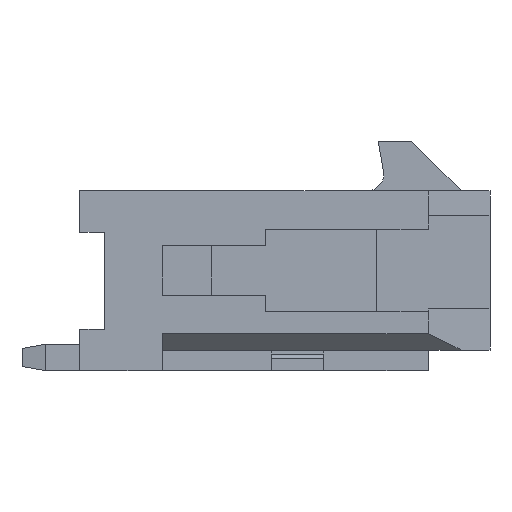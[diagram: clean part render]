
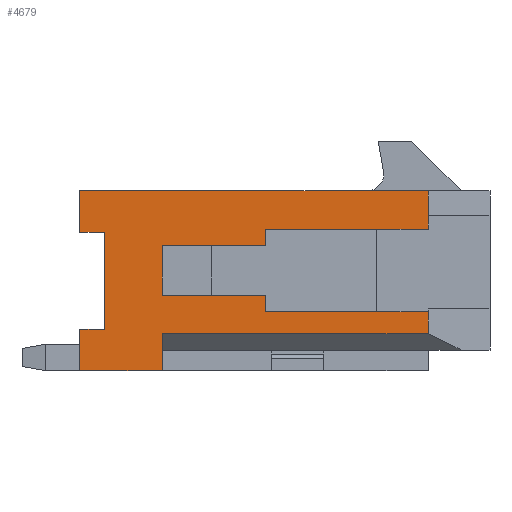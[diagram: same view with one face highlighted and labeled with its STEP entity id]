
A CAD part, left-side view. The second image highlights one B-rep face of the part: STEP entity #4679.
In plain terms, the highlighted planar face has unit normal (-1, 0, 0).
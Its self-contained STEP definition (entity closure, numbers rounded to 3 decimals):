
#450=DIRECTION('',(0.,0.,-1.));
#451=VECTOR('',#450,0.528);
#452=CARTESIAN_POINT('',(-4.804,-5.958,1.424));
#453=LINE('',#452,#451);
#462=DIRECTION('',(0.,-1.,0.));
#463=VECTOR('',#462,1.991);
#464=CARTESIAN_POINT('',(-4.804,2.455,0.));
#465=LINE('',#464,#463);
#466=DIRECTION('',(0.,1.,0.));
#467=VECTOR('',#466,0.597);
#468=CARTESIAN_POINT('',(-4.804,1.858,0.996));
#469=LINE('',#468,#467);
#470=DIRECTION('',(0.,0.,-1.));
#471=VECTOR('',#470,2.35);
#472=CARTESIAN_POINT('',(-4.804,1.858,3.345));
#473=LINE('',#472,#471);
#474=DIRECTION('',(0.,-1.,0.));
#475=VECTOR('',#474,0.597);
#476=CARTESIAN_POINT('',(-4.804,2.455,3.345));
#477=LINE('',#476,#475);
#478=DIRECTION('',(0.,1.,0.));
#479=VECTOR('',#478,8.413);
#480=CARTESIAN_POINT('',(-4.804,-5.958,4.341));
#481=LINE('',#480,#479);
#482=DIRECTION('',(0.,0.,1.));
#483=VECTOR('',#482,0.329);
#484=CARTESIAN_POINT('',(-4.804,-5.958,3.415));
#485=LINE('',#484,#483);
#486=DIRECTION('',(0.,-1.,0.));
#487=VECTOR('',#486,3.933);
#488=CARTESIAN_POINT('',(-4.804,-2.025,3.415));
#489=LINE('',#488,#487);
#490=DIRECTION('',(0.,0.,1.));
#491=VECTOR('',#490,0.398);
#492=CARTESIAN_POINT('',(-4.804,-2.025,3.017));
#493=LINE('',#492,#491);
#494=DIRECTION('',(0.,-1.,0.));
#495=VECTOR('',#494,2.489);
#496=CARTESIAN_POINT('',(-4.804,0.464,3.017));
#497=LINE('',#496,#495);
#498=DIRECTION('',(0.,0.,1.));
#499=VECTOR('',#498,1.195);
#500=CARTESIAN_POINT('',(-4.804,0.464,1.822));
#501=LINE('',#500,#499);
#502=DIRECTION('',(0.,1.,0.));
#503=VECTOR('',#502,2.489);
#504=CARTESIAN_POINT('',(-4.804,-2.025,1.822));
#505=LINE('',#504,#503);
#506=DIRECTION('',(0.,0.,1.));
#507=VECTOR('',#506,0.398);
#508=CARTESIAN_POINT('',(-4.804,-2.025,1.424));
#509=LINE('',#508,#507);
#510=DIRECTION('',(0.,1.,0.));
#511=VECTOR('',#510,3.933);
#512=CARTESIAN_POINT('',(-4.804,-5.958,1.424));
#513=LINE('',#512,#511);
#518=DIRECTION('',(0.,0.,-1.));
#519=VECTOR('',#518,0.896);
#520=CARTESIAN_POINT('',(-4.804,0.464,
0.896));
#521=LINE('',#520,#519);
#538=DIRECTION('',(0.,0.,1.));
#539=VECTOR('',#538,0.996);
#540=CARTESIAN_POINT('',(-4.804,2.455,0.));
#541=LINE('',#540,#539);
#1693=DIRECTION('',(0.,0.,-1.));
#1694=VECTOR('',#1693,0.597);
#1695=CARTESIAN_POINT('',(-4.804,-5.958,
4.341));
#1696=LINE('',#1695,#1694);
#1930=DIRECTION('',(0.,0.,1.));
#1931=VECTOR('',#1930,0.996);
#1932=CARTESIAN_POINT('',(-4.804,2.455,3.345));
#1933=LINE('',#1932,#1931);
#2638=DIRECTION('',(0.,1.,0.));
#2639=VECTOR('',#2638,6.422);
#2640=CARTESIAN_POINT('',(-4.804,-5.958,
0.896));
#2641=LINE('',#2640,#2639);
#3034=CARTESIAN_POINT('',(-4.804,-2.025,
3.017));
#3036=VERTEX_POINT('',#3034);
#3040=CARTESIAN_POINT('',(-4.804,-2.025,
3.415));
#3041=VERTEX_POINT('',#3040);
#3042=CARTESIAN_POINT('',(-4.804,-2.025,
1.424));
#3044=VERTEX_POINT('',#3042);
#3048=CARTESIAN_POINT('',(-4.804,-2.025,
1.822));
#3049=VERTEX_POINT('',#3048);
#3298=CARTESIAN_POINT('',(-4.804,2.455,4.341));
#3300=VERTEX_POINT('',#3298);
#3308=CARTESIAN_POINT('',(-4.804,2.455,3.345));
#3309=VERTEX_POINT('',#3308);
#3310=CARTESIAN_POINT('',(-4.804,2.455,
0.996));
#3312=VERTEX_POINT('',#3310);
#3316=CARTESIAN_POINT('',(-4.804,2.455,0.));
#3317=VERTEX_POINT('',#3316);
#3364=CARTESIAN_POINT('',(-4.804,-5.958,
1.424));
#3365=CARTESIAN_POINT('',(-4.804,-5.958,
0.896));
#3366=VERTEX_POINT('',#3364);
#3367=VERTEX_POINT('',#3365);
#3380=CARTESIAN_POINT('',(-4.804,-5.958,
4.341));
#3381=VERTEX_POINT('',#3380);
#3392=CARTESIAN_POINT('',(-4.804,0.464,
0.896));
#3393=CARTESIAN_POINT('',(-4.804,0.464,0.));
#3394=VERTEX_POINT('',#3392);
#3395=VERTEX_POINT('',#3393);
#3396=CARTESIAN_POINT('',(-4.804,0.464,
1.822));
#3397=VERTEX_POINT('',#3396);
#3398=CARTESIAN_POINT('',(-4.804,0.464,
3.017));
#3399=VERTEX_POINT('',#3398);
#3400=CARTESIAN_POINT('',(-4.804,-5.958,
3.415));
#3401=VERTEX_POINT('',#3400);
#3402=CARTESIAN_POINT('',(-4.804,-5.958,
3.744));
#3403=VERTEX_POINT('',#3402);
#3404=CARTESIAN_POINT('',(-4.804,1.858,3.345));
#3405=VERTEX_POINT('',#3404);
#3406=CARTESIAN_POINT('',(-4.804,1.858,
0.996));
#3407=VERTEX_POINT('',#3406);
#4635=CARTESIAN_POINT('',(-4.804,-7.451,
4.341));
#4636=DIRECTION('',(1.,0.,0.));
#4637=DIRECTION('',(0.,1.,0.));
#4638=AXIS2_PLACEMENT_3D('',#4635,#4636,#4637);
#4639=PLANE('',#4638);
#4641=ORIENTED_EDGE('',*,*,#4640,.T.);
#4643=ORIENTED_EDGE('',*,*,#4642,.F.);
#4645=ORIENTED_EDGE('',*,*,#4644,.T.);
#4647=ORIENTED_EDGE('',*,*,#4646,.F.);
#4649=ORIENTED_EDGE('',*,*,#4648,.F.);
#4651=ORIENTED_EDGE('',*,*,#4650,.F.);
#4653=ORIENTED_EDGE('',*,*,#4652,.T.);
#4655=ORIENTED_EDGE('',*,*,#4654,.F.);
#4657=ORIENTED_EDGE('',*,*,#4656,.T.);
#4659=ORIENTED_EDGE('',*,*,#4658,.F.);
#4661=ORIENTED_EDGE('',*,*,#4660,.F.);
#4663=ORIENTED_EDGE('',*,*,#4662,.F.);
#4665=ORIENTED_EDGE('',*,*,#4664,.F.);
#4667=ORIENTED_EDGE('',*,*,#4666,.F.);
#4669=ORIENTED_EDGE('',*,*,#4668,.F.);
#4671=ORIENTED_EDGE('',*,*,#4670,.F.);
#4673=ORIENTED_EDGE('',*,*,#4672,.F.);
#4674=ORIENTED_EDGE('',*,*,#4622,.T.);
#4676=ORIENTED_EDGE('',*,*,#4675,.T.);
#4677=EDGE_LOOP('',(#4641,#4643,#4645,#4647,#4649,#4651,#4653,#4655,#4657,#4659,
#4661,#4663,#4665,#4667,#4669,#4671,#4673,#4674,#4676));
#4678=FACE_OUTER_BOUND('',#4677,.F.);
#4679=ADVANCED_FACE('',(#4678),#4639,.F.);
#4622=EDGE_CURVE('',#3366,#3367,#453,.T.);
#4640=EDGE_CURVE('',#3394,#3395,#521,.T.);
#4642=EDGE_CURVE('',#3317,#3395,#465,.T.);
#4644=EDGE_CURVE('',#3317,#3312,#541,.T.);
#4646=EDGE_CURVE('',#3407,#3312,#469,.T.);
#4648=EDGE_CURVE('',#3405,#3407,#473,.T.);
#4650=EDGE_CURVE('',#3309,#3405,#477,.T.);
#4652=EDGE_CURVE('',#3309,#3300,#1933,.T.);
#4654=EDGE_CURVE('',#3381,#3300,#481,.T.);
#4656=EDGE_CURVE('',#3381,#3403,#1696,.T.);
#4658=EDGE_CURVE('',#3401,#3403,#485,.T.);
#4660=EDGE_CURVE('',#3041,#3401,#489,.T.);
#4662=EDGE_CURVE('',#3036,#3041,#493,.T.);
#4664=EDGE_CURVE('',#3399,#3036,#497,.T.);
#4666=EDGE_CURVE('',#3397,#3399,#501,.T.);
#4668=EDGE_CURVE('',#3049,#3397,#505,.T.);
#4670=EDGE_CURVE('',#3044,#3049,#509,.T.);
#4672=EDGE_CURVE('',#3366,#3044,#513,.T.);
#4675=EDGE_CURVE('',#3367,#3394,#2641,.T.);
